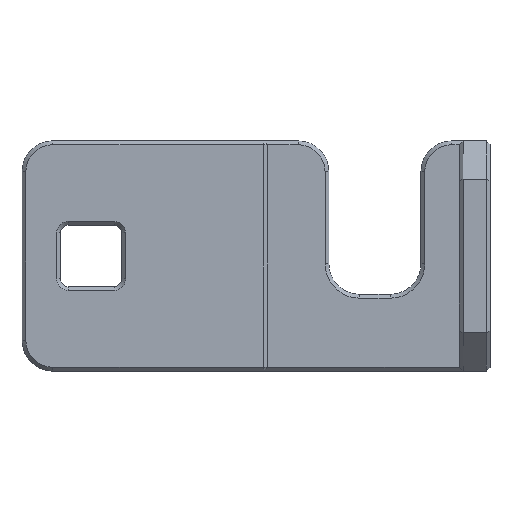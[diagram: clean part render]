
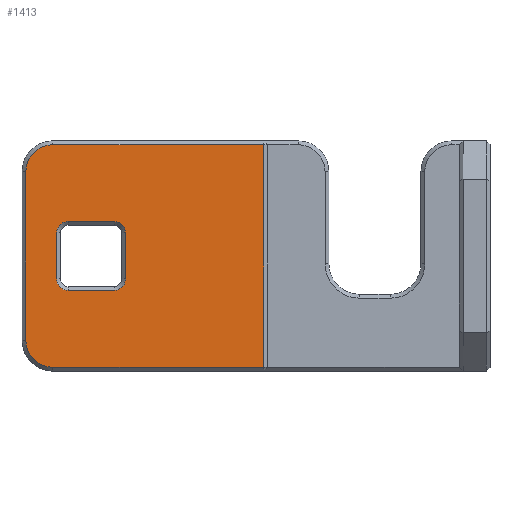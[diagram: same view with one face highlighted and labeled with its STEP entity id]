
A CAD part, top view. The second image highlights one B-rep face of the part: STEP entity #1413.
In plain terms, the highlighted planar face has unit normal (0, 0, 1).
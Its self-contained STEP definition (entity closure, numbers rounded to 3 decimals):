
#15=FACE_BOUND('',#194,.T.);
#33=PLANE('',#1529);
#101=FACE_OUTER_BOUND('',#193,.T.);
#193=EDGE_LOOP('',(#1017,#1018,#1019,#1020,#1021,#1022));
#194=EDGE_LOOP('',(#1023,#1024,#1025,#1026,#1027,#1028,#1029,#1030));
#275=CIRCLE('',#1508,1.5);
#277=CIRCLE('',#1512,1.5);
#279=CIRCLE('',#1516,1.5);
#281=CIRCLE('',#1520,1.5);
#285=CIRCLE('',#1530,3.5);
#286=CIRCLE('',#1531,3.5);
#318=LINE('',#2085,#484);
#322=LINE('',#2097,#488);
#326=LINE('',#2109,#492);
#329=LINE('',#2118,#495);
#338=LINE('',#2141,#504);
#339=LINE('',#2145,#505);
#340=LINE('',#2149,#506);
#341=LINE('',#2150,#507);
#484=VECTOR('',#1652,10.);
#488=VECTOR('',#1664,10.);
#492=VECTOR('',#1676,10.);
#495=VECTOR('',#1687,10.);
#504=VECTOR('',#1710,10.);
#505=VECTOR('',#1713,10.);
#506=VECTOR('',#1716,10.);
#507=VECTOR('',#1717,10.);
#648=VERTEX_POINT('',#2074);
#649=VERTEX_POINT('',#2076);
#652=VERTEX_POINT('',#2083);
#654=VERTEX_POINT('',#2089);
#656=VERTEX_POINT('',#2095);
#658=VERTEX_POINT('',#2101);
#660=VERTEX_POINT('',#2107);
#662=VERTEX_POINT('',#2113);
#668=VERTEX_POINT('',#2139);
#669=VERTEX_POINT('',#2140);
#670=VERTEX_POINT('',#2142);
#671=VERTEX_POINT('',#2144);
#672=VERTEX_POINT('',#2146);
#673=VERTEX_POINT('',#2148);
#764=EDGE_CURVE('',#648,#649,#275,.T.);
#768=EDGE_CURVE('',#652,#648,#318,.T.);
#771=EDGE_CURVE('',#654,#652,#277,.T.);
#774=EDGE_CURVE('',#656,#654,#322,.T.);
#777=EDGE_CURVE('',#658,#656,#279,.T.);
#780=EDGE_CURVE('',#660,#658,#326,.T.);
#783=EDGE_CURVE('',#662,#660,#281,.T.);
#785=EDGE_CURVE('',#649,#662,#329,.T.);
#796=EDGE_CURVE('',#668,#669,#338,.T.);
#797=EDGE_CURVE('',#670,#668,#285,.T.);
#798=EDGE_CURVE('',#671,#670,#339,.T.);
#799=EDGE_CURVE('',#672,#671,#286,.T.);
#800=EDGE_CURVE('',#673,#672,#340,.T.);
#801=EDGE_CURVE('',#669,#673,#341,.T.);
#1017=ORIENTED_EDGE('',*,*,#796,.F.);
#1018=ORIENTED_EDGE('',*,*,#797,.F.);
#1019=ORIENTED_EDGE('',*,*,#798,.F.);
#1020=ORIENTED_EDGE('',*,*,#799,.F.);
#1021=ORIENTED_EDGE('',*,*,#800,.F.);
#1022=ORIENTED_EDGE('',*,*,#801,.F.);
#1023=ORIENTED_EDGE('',*,*,#764,.F.);
#1024=ORIENTED_EDGE('',*,*,#768,.F.);
#1025=ORIENTED_EDGE('',*,*,#771,.F.);
#1026=ORIENTED_EDGE('',*,*,#774,.F.);
#1027=ORIENTED_EDGE('',*,*,#777,.F.);
#1028=ORIENTED_EDGE('',*,*,#780,.F.);
#1029=ORIENTED_EDGE('',*,*,#783,.F.);
#1030=ORIENTED_EDGE('',*,*,#785,.F.);
#1413=ADVANCED_FACE('',(#101,#15),#33,.T.);
#1508=AXIS2_PLACEMENT_3D('',#2077,#1644,#1645);
#1512=AXIS2_PLACEMENT_3D('',#2091,#1657,#1658);
#1516=AXIS2_PLACEMENT_3D('',#2103,#1669,#1670);
#1520=AXIS2_PLACEMENT_3D('',#2115,#1681,#1682);
#1529=AXIS2_PLACEMENT_3D('',#2138,#1708,#1709);
#1530=AXIS2_PLACEMENT_3D('',#2143,#1711,#1712);
#1531=AXIS2_PLACEMENT_3D('',#2147,#1714,#1715);
#1644=DIRECTION('center_axis',(0.,0.,1.));
#1645=DIRECTION('ref_axis',(-1.,0.,0.));
#1652=DIRECTION('',(0.,-1.,0.));
#1657=DIRECTION('center_axis',(0.,0.,1.));
#1658=DIRECTION('ref_axis',(0.,1.,0.));
#1664=DIRECTION('',(-1.,0.,0.));
#1669=DIRECTION('center_axis',(0.,0.,1.));
#1670=DIRECTION('ref_axis',(1.,0.,0.));
#1676=DIRECTION('',(0.,1.,0.));
#1681=DIRECTION('center_axis',(0.,0.,1.));
#1682=DIRECTION('ref_axis',(0.,-1.,0.));
#1687=DIRECTION('',(1.,0.,0.));
#1708=DIRECTION('center_axis',(0.,0.,1.));
#1709=DIRECTION('ref_axis',(1.,0.,0.));
#1710=DIRECTION('',(1.,0.,0.));
#1711=DIRECTION('center_axis',(0.,0.,-1.));
#1712=DIRECTION('ref_axis',(-0.707,0.707,0.));
#1713=DIRECTION('',(0.,1.,0.));
#1714=DIRECTION('center_axis',(0.,0.,-1.));
#1715=DIRECTION('ref_axis',(-0.707,-0.707,0.));
#1716=DIRECTION('',(-1.,0.,0.));
#1717=DIRECTION('',(0.,-1.,0.));
#2074=CARTESIAN_POINT('',(4.5,12.,4.));
#2076=CARTESIAN_POINT('',(6.,10.5,4.));
#2077=CARTESIAN_POINT('Origin',(6.,12.,4.));
#2083=CARTESIAN_POINT('',(4.5,18.,4.));
#2085=CARTESIAN_POINT('',(4.5,13.5,4.));
#2089=CARTESIAN_POINT('',(6.,19.5,4.));
#2091=CARTESIAN_POINT('Origin',(6.,18.,4.));
#2095=CARTESIAN_POINT('',(12.,19.5,4.));
#2097=CARTESIAN_POINT('',(18.25,19.5,4.));
#2101=CARTESIAN_POINT('',(13.5,18.,4.));
#2103=CARTESIAN_POINT('Origin',(12.,18.,4.));
#2107=CARTESIAN_POINT('',(13.5,12.,4.));
#2109=CARTESIAN_POINT('',(13.5,16.5,4.));
#2113=CARTESIAN_POINT('',(12.,10.5,4.));
#2115=CARTESIAN_POINT('Origin',(12.,12.,4.));
#2118=CARTESIAN_POINT('',(21.25,10.5,4.));
#2138=CARTESIAN_POINT('Origin',(30.5,15.,4.));
#2139=CARTESIAN_POINT('',(4.,29.5,4.));
#2140=CARTESIAN_POINT('',(31.5,29.5,4.));
#2141=CARTESIAN_POINT('',(45.75,29.5,4.));
#2142=CARTESIAN_POINT('',(0.5,26.,4.));
#2143=CARTESIAN_POINT('Origin',(4.,26.,4.));
#2144=CARTESIAN_POINT('',(0.5,4.,4.));
#2145=CARTESIAN_POINT('',(0.5,22.5,4.));
#2146=CARTESIAN_POINT('',(4.,0.5,4.));
#2147=CARTESIAN_POINT('Origin',(4.,4.,4.));
#2148=CARTESIAN_POINT('',(31.5,0.5,4.));
#2149=CARTESIAN_POINT('',(15.25,0.5,4.));
#2150=CARTESIAN_POINT('',(31.5,7.5,4.));
